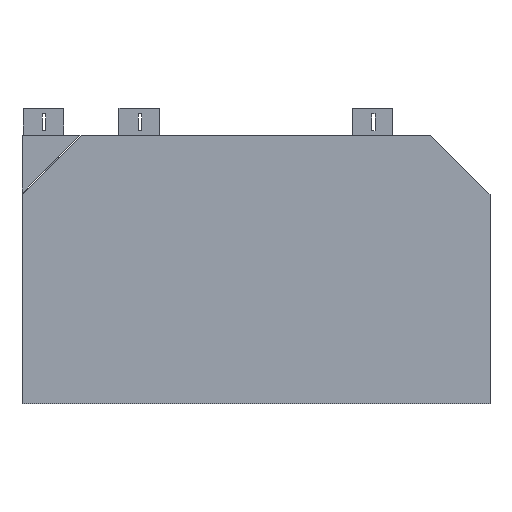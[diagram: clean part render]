
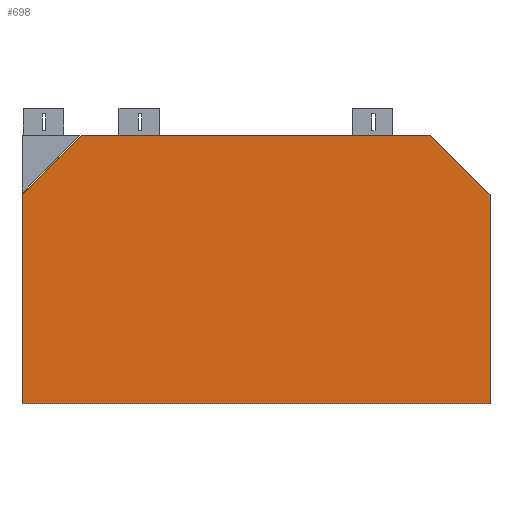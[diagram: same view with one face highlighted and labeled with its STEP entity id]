
A CAD part, top view. The second image highlights one B-rep face of the part: STEP entity #698.
In plain terms, the highlighted planar face has unit normal (0, 0, 1).
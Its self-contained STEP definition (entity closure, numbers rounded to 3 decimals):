
#280=ORIENTED_EDGE('',*,*,#405,.T.);
#281=ORIENTED_EDGE('',*,*,#410,.T.);
#282=ORIENTED_EDGE('',*,*,#406,.T.);
#283=ORIENTED_EDGE('',*,*,#411,.T.);
#284=ORIENTED_EDGE('',*,*,#396,.T.);
#285=ORIENTED_EDGE('',*,*,#402,.T.);
#396=EDGE_CURVE('',#478,#479,#1076,.T.);
#402=EDGE_CURVE('',#479,#483,#1082,.T.);
#405=EDGE_CURVE('',#483,#485,#1085,.T.);
#406=EDGE_CURVE('',#486,#487,#1086,.T.);
#410=EDGE_CURVE('',#485,#486,#1090,.F.);
#411=EDGE_CURVE('',#487,#478,#1091,.F.);
#478=VERTEX_POINT('',#1831);
#479=VERTEX_POINT('',#1832);
#483=VERTEX_POINT('',#1842);
#485=VERTEX_POINT('',#1848);
#486=VERTEX_POINT('',#1852);
#487=VERTEX_POINT('',#1853);
#542=EDGE_LOOP('',(#280,#281,#282,#283,#284,#285));
#598=FACE_BOUND('',#542,.T.);
#648=PLANE('',#1302);
#698=ADVANCED_FACE('',(#598),#648,.T.);
#1076=LINE('',#1830,#1226);
#1082=LINE('',#1843,#1232);
#1085=LINE('',#1849,#1235);
#1086=LINE('',#1851,#1236);
#1090=LINE('',#1860,#1240);
#1091=LINE('',#1861,#1241);
#1226=VECTOR('',#1542,1000.);
#1232=VECTOR('',#1550,1000.);
#1235=VECTOR('',#1555,1000.);
#1236=VECTOR('',#1558,1000.);
#1240=VECTOR('',#1564,1000.);
#1241=VECTOR('',#1565,1000.);
#1302=AXIS2_PLACEMENT_3D('',#1859,#1562,#1563);
#1542=DIRECTION('',(0.,-1.,0.));
#1550=DIRECTION('',(1.,0.,0.));
#1555=DIRECTION('',(0.,1.,0.));
#1558=DIRECTION('',(-1.,0.,0.));
#1562=DIRECTION('',(0.,0.,1.));
#1563=DIRECTION('',(1.,0.,0.));
#1564=DIRECTION('',(0.707,-0.707,0.));
#1565=DIRECTION('',(0.707,0.707,0.));
#1830=CARTESIAN_POINT('',(0.,39.55,0.15));
#1831=CARTESIAN_POINT('',(0.,30.84,0.15));
#1832=CARTESIAN_POINT('',(0.,0.,0.15));
#1842=CARTESIAN_POINT('',(68.96,0.,0.15));
#1843=CARTESIAN_POINT('',(0.,0.,0.15));
#1848=CARTESIAN_POINT('',(68.96,30.84,0.15));
#1849=CARTESIAN_POINT('',(68.96,0.,0.15));
#1851=CARTESIAN_POINT('',(68.96,39.55,0.15));
#1852=CARTESIAN_POINT('',(60.25,39.55,0.15));
#1853=CARTESIAN_POINT('',(8.71,39.55,0.15));
#1859=CARTESIAN_POINT('',(0.,0.,0.15));
#1860=CARTESIAN_POINT('',(49.9,49.9,0.15));
#1861=CARTESIAN_POINT('',(-15.42,15.42,0.15));
